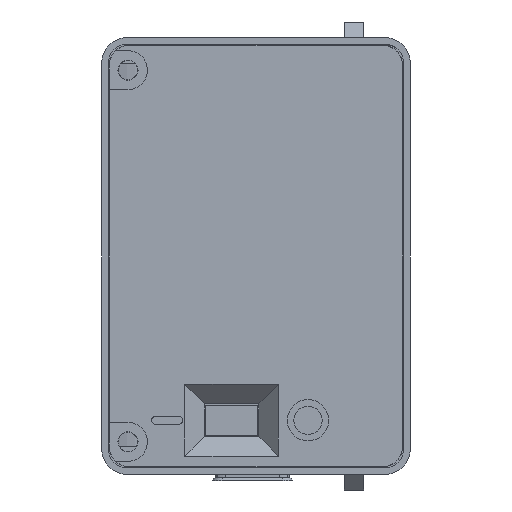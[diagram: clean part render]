
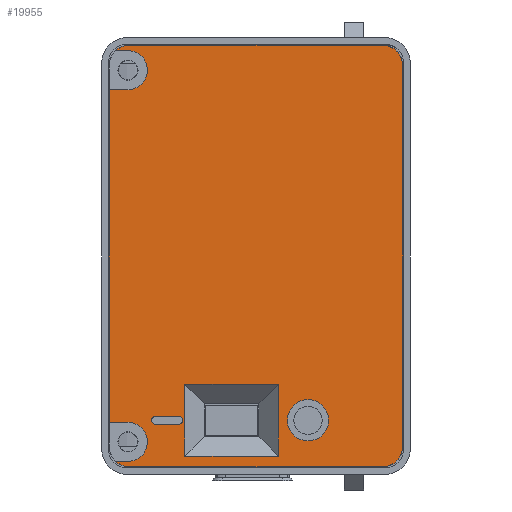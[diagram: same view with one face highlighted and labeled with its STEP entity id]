
A CAD part, front view. The second image highlights one B-rep face of the part: STEP entity #19955.
In plain terms, the highlighted planar face has unit normal (0, -1, 0).
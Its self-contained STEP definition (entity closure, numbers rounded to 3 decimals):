
#308=FACE_BOUND('',#3451,.T.);
#309=FACE_BOUND('',#3452,.T.);
#310=FACE_BOUND('',#3453,.T.);
#1102=CIRCLE('',#21677,0.61);
#1104=CIRCLE('',#21681,0.61);
#1108=CIRCLE('',#21688,3.175);
#1110=CIRCLE('',#21692,3.);
#1111=CIRCLE('',#21693,3.);
#1112=CIRCLE('',#21694,3.);
#1113=CIRCLE('',#21695,3.);
#1114=CIRCLE('',#21696,3.);
#1115=CIRCLE('',#21697,3.);
#2312=FACE_OUTER_BOUND('',#3450,.T.);
#3450=EDGE_LOOP('',(#17905,#17906,#17907,#17908,#17909,#17910,#17911,#17912,
#17913,#17914,#17915,#17916,#17917,#17918));
#3451=EDGE_LOOP('',(#17919,#17920,#17921,#17922));
#3452=EDGE_LOOP('',(#17923));
#3453=EDGE_LOOP('',(#17924,#17925,#17926,#17927));
#5567=LINE('',#33586,#7731);
#5572=LINE('',#33600,#7736);
#5577=LINE('',#33626,#7741);
#5578=LINE('',#33630,#7742);
#5579=LINE('',#33634,#7743);
#5580=LINE('',#33636,#7744);
#5581=LINE('',#33638,#7745);
#5582=LINE('',#33642,#7746);
#5583=LINE('',#33646,#7747);
#5584=LINE('',#33649,#7748);
#5585=LINE('',#33652,#7749);
#5586=LINE('',#33654,#7750);
#5587=LINE('',#33656,#7751);
#5588=LINE('',#33657,#7752);
#7731=VECTOR('',#26953,10.);
#7736=VECTOR('',#26966,10.);
#7741=VECTOR('',#26997,10.);
#7742=VECTOR('',#27000,10.);
#7743=VECTOR('',#27003,10.);
#7744=VECTOR('',#27004,10.);
#7745=VECTOR('',#27005,10.);
#7746=VECTOR('',#27008,10.);
#7747=VECTOR('',#27011,10.);
#7748=VECTOR('',#27014,10.);
#7749=VECTOR('',#27015,10.);
#7750=VECTOR('',#27016,10.);
#7751=VECTOR('',#27017,10.);
#7752=VECTOR('',#27018,10.);
#9573=VERTEX_POINT('',#33584);
#9574=VERTEX_POINT('',#33585);
#9577=VERTEX_POINT('',#33593);
#9579=VERTEX_POINT('',#33599);
#9583=VERTEX_POINT('',#33615);
#9585=VERTEX_POINT('',#33622);
#9586=VERTEX_POINT('',#33623);
#9587=VERTEX_POINT('',#33625);
#9588=VERTEX_POINT('',#33627);
#9589=VERTEX_POINT('',#33629);
#9590=VERTEX_POINT('',#33631);
#9591=VERTEX_POINT('',#33633);
#9592=VERTEX_POINT('',#33635);
#9593=VERTEX_POINT('',#33637);
#9594=VERTEX_POINT('',#33639);
#9595=VERTEX_POINT('',#33641);
#9596=VERTEX_POINT('',#33643);
#9597=VERTEX_POINT('',#33645);
#9598=VERTEX_POINT('',#33647);
#9599=VERTEX_POINT('',#33650);
#9600=VERTEX_POINT('',#33651);
#9601=VERTEX_POINT('',#33653);
#9602=VERTEX_POINT('',#33655);
#12357=EDGE_CURVE('',#9573,#9574,#5567,.T.);
#12361=EDGE_CURVE('',#9577,#9573,#1102,.T.);
#12364=EDGE_CURVE('',#9579,#9577,#5572,.T.);
#12367=EDGE_CURVE('',#9574,#9579,#1104,.T.);
#12372=EDGE_CURVE('',#9583,#9583,#1108,.T.);
#12375=EDGE_CURVE('',#9585,#9586,#1110,.T.);
#12376=EDGE_CURVE('',#9585,#9587,#5577,.F.);
#12377=EDGE_CURVE('',#9588,#9587,#1111,.T.);
#12378=EDGE_CURVE('',#9588,#9589,#5578,.T.);
#12379=EDGE_CURVE('',#9589,#9590,#1112,.T.);
#12380=EDGE_CURVE('',#9590,#9591,#5579,.T.);
#12381=EDGE_CURVE('',#9591,#9592,#5580,.T.);
#12382=EDGE_CURVE('',#9592,#9593,#5581,.T.);
#12383=EDGE_CURVE('',#9593,#9594,#1113,.T.);
#12384=EDGE_CURVE('',#9594,#9595,#5582,.T.);
#12385=EDGE_CURVE('',#9596,#9595,#1114,.T.);
#12386=EDGE_CURVE('',#9596,#9597,#5583,.T.);
#12387=EDGE_CURVE('',#9598,#9597,#1115,.T.);
#12388=EDGE_CURVE('',#9598,#9586,#5584,.F.);
#12389=EDGE_CURVE('',#9599,#9600,#5585,.T.);
#12390=EDGE_CURVE('',#9601,#9599,#5586,.T.);
#12391=EDGE_CURVE('',#9602,#9601,#5587,.T.);
#12392=EDGE_CURVE('',#9600,#9602,#5588,.T.);
#17905=ORIENTED_EDGE('',*,*,#12375,.F.);
#17906=ORIENTED_EDGE('',*,*,#12376,.T.);
#17907=ORIENTED_EDGE('',*,*,#12377,.F.);
#17908=ORIENTED_EDGE('',*,*,#12378,.T.);
#17909=ORIENTED_EDGE('',*,*,#12379,.T.);
#17910=ORIENTED_EDGE('',*,*,#12380,.T.);
#17911=ORIENTED_EDGE('',*,*,#12381,.T.);
#17912=ORIENTED_EDGE('',*,*,#12382,.T.);
#17913=ORIENTED_EDGE('',*,*,#12383,.T.);
#17914=ORIENTED_EDGE('',*,*,#12384,.T.);
#17915=ORIENTED_EDGE('',*,*,#12385,.F.);
#17916=ORIENTED_EDGE('',*,*,#12386,.T.);
#17917=ORIENTED_EDGE('',*,*,#12387,.F.);
#17918=ORIENTED_EDGE('',*,*,#12388,.T.);
#17919=ORIENTED_EDGE('',*,*,#12389,.F.);
#17920=ORIENTED_EDGE('',*,*,#12390,.F.);
#17921=ORIENTED_EDGE('',*,*,#12391,.F.);
#17922=ORIENTED_EDGE('',*,*,#12392,.F.);
#17923=ORIENTED_EDGE('',*,*,#12372,.T.);
#17924=ORIENTED_EDGE('',*,*,#12357,.T.);
#17925=ORIENTED_EDGE('',*,*,#12367,.T.);
#17926=ORIENTED_EDGE('',*,*,#12364,.T.);
#17927=ORIENTED_EDGE('',*,*,#12361,.T.);
#18897=PLANE('',#21691);
#19955=ADVANCED_FACE('',(#2312,#308,#309,#310),#18897,.T.);
#21677=AXIS2_PLACEMENT_3D('',#33594,#26959,#26960);
#21681=AXIS2_PLACEMENT_3D('',#33605,#26971,#26972);
#21688=AXIS2_PLACEMENT_3D('',#33616,#26986,#26987);
#21691=AXIS2_PLACEMENT_3D('',#33621,#26993,#26994);
#21692=AXIS2_PLACEMENT_3D('',#33624,#26995,#26996);
#21693=AXIS2_PLACEMENT_3D('',#33628,#26998,#26999);
#21694=AXIS2_PLACEMENT_3D('',#33632,#27001,#27002);
#21695=AXIS2_PLACEMENT_3D('',#33640,#27006,#27007);
#21696=AXIS2_PLACEMENT_3D('',#33644,#27009,#27010);
#21697=AXIS2_PLACEMENT_3D('',#33648,#27012,#27013);
#26953=DIRECTION('',(1.,0.,0.));
#26959=DIRECTION('center_axis',(0.,1.,0.));
#26960=DIRECTION('ref_axis',(0.,0.,1.));
#26966=DIRECTION('',(-1.,0.,0.));
#26971=DIRECTION('center_axis',(0.,1.,0.));
#26972=DIRECTION('ref_axis',(0.,0.,-1.));
#26986=DIRECTION('center_axis',(0.,1.,0.));
#26987=DIRECTION('ref_axis',(1.,0.,0.));
#26993=DIRECTION('center_axis',(0.,-1.,0.));
#26994=DIRECTION('ref_axis',(1.,0.,0.));
#26995=DIRECTION('center_axis',(0.,1.,0.));
#26996=DIRECTION('ref_axis',(0.707,0.,0.707));
#26997=DIRECTION('',(1.,0.,0.));
#26998=DIRECTION('center_axis',(0.,1.,0.));
#26999=DIRECTION('ref_axis',(-0.707,0.,0.707));
#27000=DIRECTION('',(1.,0.,0.017));
#27001=DIRECTION('center_axis',(0.,1.,0.));
#27002=DIRECTION('ref_axis',(1.,0.,0.));
#27003=DIRECTION('',(-1.,0.,0.));
#27004=DIRECTION('',(0.,0.,-1.));
#27005=DIRECTION('',(1.,0.,0.));
#27006=DIRECTION('center_axis',(0.,1.,0.));
#27007=DIRECTION('ref_axis',(1.,0.,0.));
#27008=DIRECTION('',(-1.,0.,0.017));
#27009=DIRECTION('center_axis',(0.,1.,0.));
#27010=DIRECTION('ref_axis',(-0.707,0.,-0.707));
#27011=DIRECTION('',(1.,0.,0.));
#27012=DIRECTION('center_axis',(0.,1.,0.));
#27013=DIRECTION('ref_axis',(0.707,0.,-0.707));
#27014=DIRECTION('',(0.,0.,-1.));
#27015=DIRECTION('',(0.,0.,-1.));
#27016=DIRECTION('',(-1.,0.,0.));
#27017=DIRECTION('',(0.,0.,1.));
#27018=DIRECTION('',(1.,0.,0.));
#33584=CARTESIAN_POINT('',(-18.451,-10.875,-25.565));
#33585=CARTESIAN_POINT('',(-14.902,-10.875,-25.565));
#33586=CARTESIAN_POINT('',(-10.725,-10.875,-25.565));
#33593=CARTESIAN_POINT('',(-18.451,-10.875,-26.785));
#33594=CARTESIAN_POINT('Origin',(-18.451,-10.875,-26.175));
#33599=CARTESIAN_POINT('',(-14.902,-10.875,-26.785));
#33600=CARTESIAN_POINT('',(-8.951,-10.875,-26.785));
#33605=CARTESIAN_POINT('Origin',(-14.902,-10.875,-26.175));
#33615=CARTESIAN_POINT('',(1.825,-10.875,-26.175));
#33616=CARTESIAN_POINT('Origin',(5.,-10.875,-26.175));
#33621=CARTESIAN_POINT('Origin',(-3.,-10.875,-0.9));
#33622=CARTESIAN_POINT('',(16.55,-10.875,31.5));
#33623=CARTESIAN_POINT('',(19.55,-10.875,28.5));
#33624=CARTESIAN_POINT('Origin',(16.55,-10.875,28.5));
#33625=CARTESIAN_POINT('',(-22.55,-10.875,31.5));
#33626=CARTESIAN_POINT('',(-11.172,-10.875,31.5));
#33627=CARTESIAN_POINT('',(-24.623,-10.875,30.668));
#33628=CARTESIAN_POINT('Origin',(-22.55,-10.875,28.5));
#33629=CARTESIAN_POINT('',(-22.75,-10.875,30.7));
#33630=CARTESIAN_POINT('',(-14.276,-10.875,30.841));
#33631=CARTESIAN_POINT('',(-22.7,-10.875,24.7));
#33632=CARTESIAN_POINT('Origin',(-22.7,-10.875,27.7));
#33633=CARTESIAN_POINT('',(-25.55,-10.875,24.7));
#33634=CARTESIAN_POINT('',(-12.85,-10.875,24.7));
#33635=CARTESIAN_POINT('',(-25.55,-10.875,-26.5));
#33636=CARTESIAN_POINT('',(-25.55,-10.875,11.9));
#33637=CARTESIAN_POINT('',(-22.7,-10.875,-26.5));
#33638=CARTESIAN_POINT('',(-14.375,-10.875,-26.5));
#33639=CARTESIAN_POINT('',(-22.75,-10.875,-32.5));
#33640=CARTESIAN_POINT('Origin',(-22.7,-10.875,-29.5));
#33641=CARTESIAN_POINT('',(-24.623,-10.875,-32.468));
#33642=CARTESIAN_POINT('',(-13.141,-10.875,-32.66));
#33643=CARTESIAN_POINT('',(-22.55,-10.875,-33.3));
#33644=CARTESIAN_POINT('Origin',(-22.55,-10.875,-30.3));
#33645=CARTESIAN_POINT('',(16.55,-10.875,-33.3));
#33646=CARTESIAN_POINT('',(-12.875,-10.875,-33.3));
#33647=CARTESIAN_POINT('',(19.55,-10.875,-30.3));
#33648=CARTESIAN_POINT('Origin',(16.55,-10.875,-30.3));
#33649=CARTESIAN_POINT('',(19.55,-10.875,15.4));
#33650=CARTESIAN_POINT('',(-13.95,-10.875,-20.65));
#33651=CARTESIAN_POINT('',(-13.95,-10.875,-31.7));
#33652=CARTESIAN_POINT('',(-13.95,-10.875,-14.8));
#33653=CARTESIAN_POINT('',(0.45,-10.875,-20.65));
#33654=CARTESIAN_POINT('',(-6.975,-10.875,-20.65));
#33655=CARTESIAN_POINT('',(0.45,-10.875,-31.7));
#33656=CARTESIAN_POINT('',(0.45,-10.875,-12.275));
#33657=CARTESIAN_POINT('',(-2.775,-10.875,-31.7));
